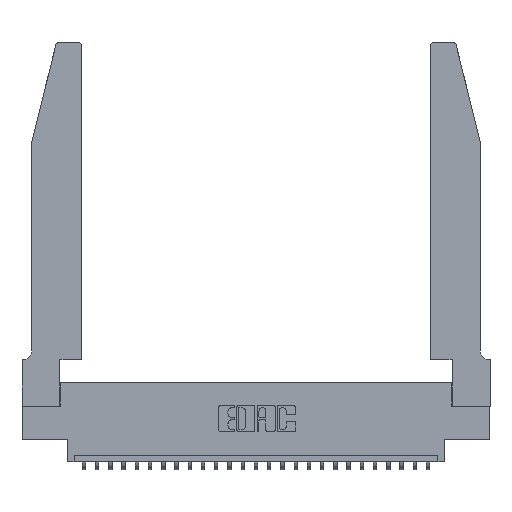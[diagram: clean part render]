
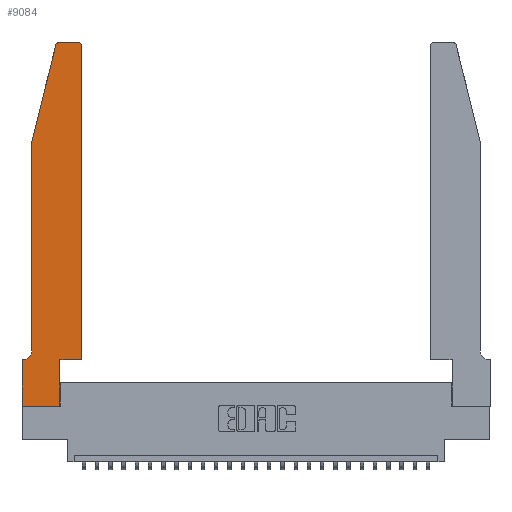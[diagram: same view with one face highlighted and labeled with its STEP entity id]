
A CAD part, top view. The second image highlights one B-rep face of the part: STEP entity #9084.
In plain terms, the highlighted planar face has unit normal (0, 0, 1).
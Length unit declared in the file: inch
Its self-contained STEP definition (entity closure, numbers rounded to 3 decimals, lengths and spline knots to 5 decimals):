
#98 = EDGE_CURVE ( 'NONE', #15854, #22957, #24876, .T. ) ;
#139 = EDGE_CURVE ( 'NONE', #26656, #13114, #25855, .T. ) ;
#760 = CARTESIAN_POINT ( 'NONE',  ( 0.0055, 0.35, 0.37 ) ) ;
#835 = CARTESIAN_POINT ( 'NONE',  ( 0.0055, 0.42, 0.37 ) ) ;
#946 = VECTOR ( 'NONE', #16379, 39.37008 ) ;
#979 = PLANE ( 'NONE',  #19667 ) ;
#1171 = VERTEX_POINT ( 'NONE', #13027 ) ;
#1680 = VERTEX_POINT ( 'NONE', #19394 ) ;
#3025 = VERTEX_POINT ( 'NONE', #21718 ) ;
#3351 = EDGE_CURVE ( 'NONE', #1171, #22581, #9026, .T. ) ;
#3657 = LINE ( 'NONE', #8825, #23147 ) ;
#4138 = EDGE_CURVE ( 'NONE', #1680, #19618, #6334, .T. ) ;
#4269 = VECTOR ( 'NONE', #24985, 39.37008 ) ;
#4551 = VERTEX_POINT ( 'NONE', #22015 ) ;
#4595 = CARTESIAN_POINT ( 'NONE',  ( 0.2865, 0.35, 0.37 ) ) ;
#6142 = EDGE_CURVE ( 'NONE', #17013, #1171, #3657, .T. ) ;
#6334 = CIRCLE ( 'NONE', #14067, 0.07 ) ;
#6884 = ORIENTED_EDGE ( 'NONE', *, *, #139, .T. ) ;
#7126 = DIRECTION ( 'NONE',  ( 0., 0., 1. ) ) ;
#7338 = LINE ( 'NONE', #7997, #18268 ) ;
#7498 = ORIENTED_EDGE ( 'NONE', *, *, #25045, .T. ) ;
#7997 = CARTESIAN_POINT ( 'NONE',  ( 0.2865, 0.35, 0.37 ) ) ;
#8072 = CARTESIAN_POINT ( 'NONE',  ( 0.0755, 0.35, 0.37 ) ) ;
#8158 = CARTESIAN_POINT ( 'NONE',  ( 0.4505, 2.72, 0.37 ) ) ;
#8441 = DIRECTION ( 'NONE',  ( 0., -1., 0. ) ) ;
#8825 = CARTESIAN_POINT ( 'NONE',  ( 0.4505, 0.35, 0.37 ) ) ;
#8945 = CARTESIAN_POINT ( 'NONE',  ( 0., 0., 0.37 ) ) ;
#9021 = ORIENTED_EDGE ( 'NONE', *, *, #4138, .T. ) ;
#9026 = LINE ( 'NONE', #22836, #21257 ) ;
#9084 = ADVANCED_FACE ( 'NONE', ( #19340 ), #979, .T. ) ;
#9943 = DIRECTION ( 'NONE',  ( 0., 1., 0. ) ) ;
#11494 = LINE ( 'NONE', #14367, #946 ) ;
#11605 = ORIENTED_EDGE ( 'NONE', *, *, #23062, .T. ) ;
#12150 = DIRECTION ( 'NONE',  ( -0.239, -0.971, 0. ) ) ;
#12860 = CARTESIAN_POINT ( 'NONE',  ( 0.25487, 2.72718, 0.37 ) ) ;
#13027 = CARTESIAN_POINT ( 'NONE',  ( 0.4505, 0.35, 0.37 ) ) ;
#13114 = VERTEX_POINT ( 'NONE', #8945 ) ;
#13273 = DIRECTION ( 'NONE',  ( -1., 0., 0. ) ) ;
#13573 = ORIENTED_EDGE ( 'NONE', *, *, #20809, .T. ) ;
#14067 = AXIS2_PLACEMENT_3D ( 'NONE', #835, #15696, #15790 ) ;
#14206 = ORIENTED_EDGE ( 'NONE', *, *, #20945, .T. ) ;
#14359 = EDGE_LOOP ( 'NONE', ( #14206, #13573, #17871, #11605, #9021, #18209, #6884, #14426, #19985, #20200, #23230, #7498 ) ) ;
#14367 = CARTESIAN_POINT ( 'NONE',  ( 0.0755, 2., 0.37 ) ) ;
#14396 = LINE ( 'NONE', #8072, #17008 ) ;
#14426 = ORIENTED_EDGE ( 'NONE', *, *, #16273, .T. ) ;
#14571 = CARTESIAN_POINT ( 'NONE',  ( 0., 0., 0.37 ) ) ;
#14679 = EDGE_CURVE ( 'NONE', #4551, #17013, #7338, .T. ) ;
#14961 = VECTOR ( 'NONE', #8441, 39.37008 ) ;
#15696 = DIRECTION ( 'NONE',  ( 0., 0., -1. ) ) ;
#15761 = EDGE_CURVE ( 'NONE', #19618, #26656, #14396, .T. ) ;
#15790 = DIRECTION ( 'NONE',  ( -1., 0., 0. ) ) ;
#15854 = VERTEX_POINT ( 'NONE', #12860 ) ;
#15912 = DIRECTION ( 'NONE',  ( 0., 1., 0. ) ) ;
#16273 = EDGE_CURVE ( 'NONE', #13114, #4551, #24452, .T. ) ;
#16379 = DIRECTION ( 'NONE',  ( 0., -1., 0. ) ) ;
#17008 = VECTOR ( 'NONE', #25004, 39.37008 ) ;
#17013 = VERTEX_POINT ( 'NONE', #4595 ) ;
#17075 = CARTESIAN_POINT ( 'NONE',  ( 0.284, 2.72, 0.37 ) ) ;
#17259 = LINE ( 'NONE', #17608, #21852 ) ;
#17515 = DIRECTION ( 'NONE',  ( 0., 0., 1. ) ) ;
#17608 = CARTESIAN_POINT ( 'NONE',  ( 0.2605, 2.75, 0.37 ) ) ;
#17715 = AXIS2_PLACEMENT_3D ( 'NONE', #19460, #19017, #23801 ) ;
#17871 = ORIENTED_EDGE ( 'NONE', *, *, #98, .T. ) ;
#18209 = ORIENTED_EDGE ( 'NONE', *, *, #15761, .T. ) ;
#18268 = VECTOR ( 'NONE', #9943, 39.37008 ) ;
#18613 = CARTESIAN_POINT ( 'NONE',  ( 0., 0., 0.37 ) ) ;
#18884 = CARTESIAN_POINT ( 'NONE',  ( 0.284, 2.75, 0.37 ) ) ;
#19017 = DIRECTION ( 'NONE',  ( 0., 0., 1. ) ) ;
#19340 = FACE_OUTER_BOUND ( 'NONE', #14359, .T. ) ;
#19394 = CARTESIAN_POINT ( 'NONE',  ( 0.0755, 0.42, 0.37 ) ) ;
#19460 = CARTESIAN_POINT ( 'NONE',  ( 0.4205, 2.72, 0.37 ) ) ;
#19618 = VERTEX_POINT ( 'NONE', #760 ) ;
#19667 = AXIS2_PLACEMENT_3D ( 'NONE', #25983, #7126, #21913 ) ;
#19985 = ORIENTED_EDGE ( 'NONE', *, *, #14679, .T. ) ;
#20200 = ORIENTED_EDGE ( 'NONE', *, *, #6142, .T. ) ;
#20809 = EDGE_CURVE ( 'NONE', #21323, #15854, #24888, .T. ) ;
#20945 = EDGE_CURVE ( 'NONE', #3025, #21323, #17259, .T. ) ;
#21257 = VECTOR ( 'NONE', #15912, 39.37008 ) ;
#21303 = CIRCLE ( 'NONE', #17715, 0.03 ) ;
#21323 = VERTEX_POINT ( 'NONE', #18884 ) ;
#21718 = CARTESIAN_POINT ( 'NONE',  ( 0.4205, 2.75, 0.37 ) ) ;
#21852 = VECTOR ( 'NONE', #13273, 39.37008 ) ;
#21913 = DIRECTION ( 'NONE',  ( 1., 0., 0. ) ) ;
#22015 = CARTESIAN_POINT ( 'NONE',  ( 0.2865, 0., 0.37 ) ) ;
#22491 = AXIS2_PLACEMENT_3D ( 'NONE', #17075, #17515, #24155 ) ;
#22581 = VERTEX_POINT ( 'NONE', #8158 ) ;
#22836 = CARTESIAN_POINT ( 'NONE',  ( 0.4505, 0.35, 0.37 ) ) ;
#22957 = VERTEX_POINT ( 'NONE', #24515 ) ;
#23062 = EDGE_CURVE ( 'NONE', #22957, #1680, #11494, .T. ) ;
#23147 = VECTOR ( 'NONE', #25474, 39.37008 ) ;
#23230 = ORIENTED_EDGE ( 'NONE', *, *, #3351, .T. ) ;
#23801 = DIRECTION ( 'NONE',  ( 1., 0., 0. ) ) ;
#24155 = DIRECTION ( 'NONE',  ( 1., 0., 0. ) ) ;
#24264 = CARTESIAN_POINT ( 'NONE',  ( 0.0755, 2., 0.37 ) ) ;
#24452 = LINE ( 'NONE', #18613, #4269 ) ;
#24515 = CARTESIAN_POINT ( 'NONE',  ( 0.0755, 2., 0.37 ) ) ;
#24558 = VECTOR ( 'NONE', #12150, 39.37008 ) ;
#24876 = LINE ( 'NONE', #24264, #24558 ) ;
#24888 = CIRCLE ( 'NONE', #22491, 0.03 ) ;
#24985 = DIRECTION ( 'NONE',  ( 1., 0., 0. ) ) ;
#25004 = DIRECTION ( 'NONE',  ( -1., 0., 0. ) ) ;
#25045 = EDGE_CURVE ( 'NONE', #22581, #3025, #21303, .T. ) ;
#25474 = DIRECTION ( 'NONE',  ( 1., 0., 0. ) ) ;
#25608 = CARTESIAN_POINT ( 'NONE',  ( 0., 0.35, 0.37 ) ) ;
#25855 = LINE ( 'NONE', #14571, #14961 ) ;
#25983 = CARTESIAN_POINT ( 'NONE',  ( 0., 0.35, 0.37 ) ) ;
#26656 = VERTEX_POINT ( 'NONE', #25608 ) ;
